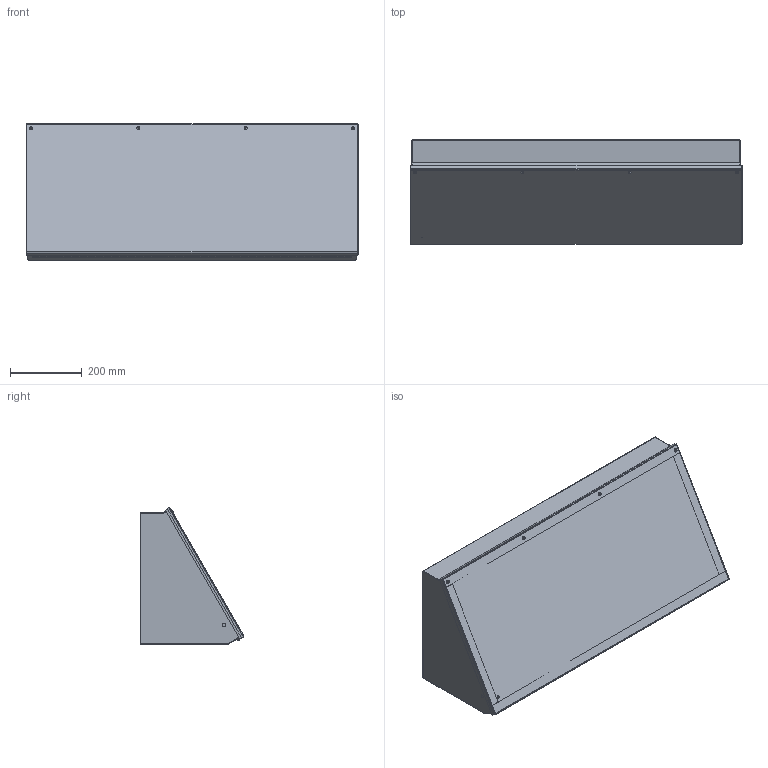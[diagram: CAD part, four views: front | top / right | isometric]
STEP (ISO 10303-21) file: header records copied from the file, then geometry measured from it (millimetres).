
FILE_DESCRIPTION (( 'STEP AP203' ), '1' );
FILE_NAME ('1488JS11_Default.step', '2019-11-12T18:46:42', ( '' ), ( '' ), 'SwSTEP 2.0', 'SolidWorks 2019', '' );
FILE_SCHEMA (( 'CONFIG_CONTROL_DESIGN' ));
Length unit declared in the file: inch
Products named in the file (1): 1488JS11_Default
Bounding box: 923.11 x 288.9 x 379.3 mm (x, y, z)
Volume: 2735871.2 mm3; surface area: 2747187.6 mm2
Topology: 23 solids, 23 shells, 994 faces, 3133 edges, 2069 vertices
Faces by surface type: plane 657, cylinder 297, cone 24, bspline 8, torus 8
Entity records: 35641 total; most frequent: CARTESIAN_POINT 6932, ORIENTED_EDGE 6262, DIRECTION 5950, EDGE_CURVE 3131, VECTOR 2088, LINE 2088, VERTEX_POINT 2069, AXIS2_PLACEMENT_3D 1931
